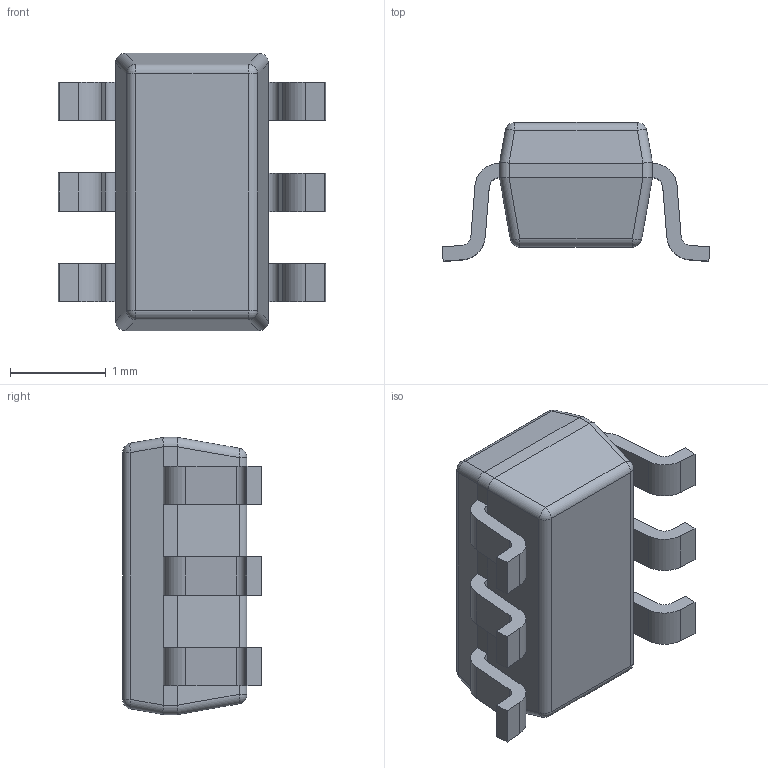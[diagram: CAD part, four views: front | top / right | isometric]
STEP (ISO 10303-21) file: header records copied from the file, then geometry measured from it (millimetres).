
FILE_DESCRIPTION (( 'STEP AP214' ), '1' );
FILE_NAME ('SOT23_6.STEP', '2021-04-04T21:21:37', ( '' ), ( '' ), 'SwSTEP 2.0', 'SolidWorks 2020', '' );
FILE_SCHEMA (( 'AUTOMOTIVE_DESIGN' ));
Length unit declared in the file: millimetre
Products named in the file (1): SOT23_6
Bounding box: 2.8 x 1.45 x 2.9 mm (x, y, z)
Volume: 5.9 mm3; surface area: 27.6 mm2
Topology: 8 solids, 8 shells, 121 faces, 288 edges, 184 vertices
Faces by surface type: plane 65, cylinder 48, sphere 8
Entity records: 3567 total; most frequent: CARTESIAN_POINT 666, DIRECTION 588, ORIENTED_EDGE 576, EDGE_CURVE 288, AXIS2_PLACEMENT_3D 202, VERTEX_POINT 184, VECTOR 184, LINE 184
